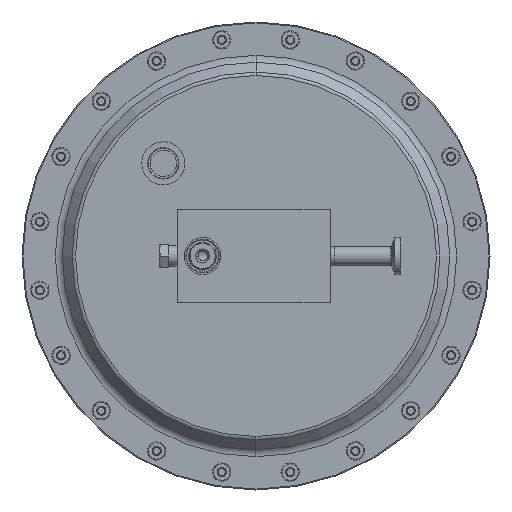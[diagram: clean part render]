
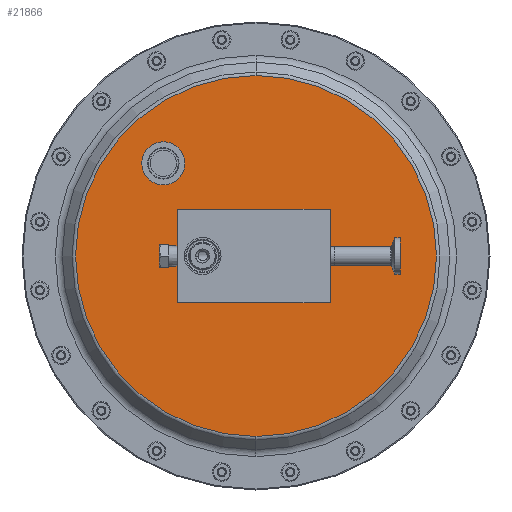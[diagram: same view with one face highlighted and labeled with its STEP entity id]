
A CAD part, front view. The second image highlights one B-rep face of the part: STEP entity #21866.
In plain terms, the highlighted planar face has unit normal (0, -1, 0).
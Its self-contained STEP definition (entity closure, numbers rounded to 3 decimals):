
#107 = EDGE_LOOP ( 'NONE', ( #7481, #36633 ) ) ;
#143 = ORIENTED_EDGE ( 'NONE', *, *, #26744, .F. ) ;
#642 = EDGE_CURVE ( 'NONE', #42862, #44916, #41455, .T. ) ;
#835 = VERTEX_POINT ( 'NONE', #13803 ) ;
#989 = DIRECTION ( 'NONE',  ( 0., -1., 0. ) ) ;
#1521 = VERTEX_POINT ( 'NONE', #41288 ) ;
#2602 = EDGE_LOOP ( 'NONE', ( #38969, #25276 ) ) ;
#2620 = AXIS2_PLACEMENT_3D ( 'NONE', #32136, #25166, #25865 ) ;
#2836 = CARTESIAN_POINT ( 'NONE',  ( 33.136, 76.2, 15.494 ) ) ;
#3216 = EDGE_CURVE ( 'NONE', #8559, #37405, #39418, .T. ) ;
#3927 = EDGE_LOOP ( 'NONE', ( #37238, #11516 ) ) ;
#4231 = FACE_BOUND ( 'NONE', #2602, .T. ) ;
#4473 = FACE_BOUND ( 'NONE', #42907, .T. ) ;
#6129 = CARTESIAN_POINT ( 'NONE',  ( 13.325, 76.2, 122.424 ) ) ;
#6597 = CIRCLE ( 'NONE', #22902, 4.318 ) ;
#6978 = DIRECTION ( 'NONE',  ( 0., -1., 0. ) ) ;
#7413 = EDGE_CURVE ( 'NONE', #19166, #835, #45686, .T. ) ;
#7481 = ORIENTED_EDGE ( 'NONE', *, *, #17147, .F. ) ;
#7871 = EDGE_LOOP ( 'NONE', ( #18945, #38787 ) ) ;
#7943 = DIRECTION ( 'NONE',  ( 0., 0., 1. ) ) ;
#8559 = VERTEX_POINT ( 'NONE', #45142 ) ;
#9061 = AXIS2_PLACEMENT_3D ( 'NONE', #24519, #9915, #24737 ) ;
#9915 = DIRECTION ( 'NONE',  ( 0., -1., 0. ) ) ;
#9973 = ORIENTED_EDGE ( 'NONE', *, *, #642, .F. ) ;
#11319 = CARTESIAN_POINT ( 'NONE',  ( 33.136, 76.2, 24.13 ) ) ;
#11335 = CARTESIAN_POINT ( 'NONE',  ( 13.324, 76.2, 0. ) ) ;
#11516 = ORIENTED_EDGE ( 'NONE', *, *, #7413, .F. ) ;
#11790 = DIRECTION ( 'NONE',  ( 0., -1., 0. ) ) ;
#12098 = EDGE_CURVE ( 'NONE', #1521, #17104, #23748, .T. ) ;
#13803 = CARTESIAN_POINT ( 'NONE',  ( 13.324, 76.2, -122.424 ) ) ;
#13887 = DIRECTION ( 'NONE',  ( 0., 0., -1. ) ) ;
#14078 = AXIS2_PLACEMENT_3D ( 'NONE', #11335, #14608, #29194 ) ;
#14328 = CARTESIAN_POINT ( 'NONE',  ( 13.324, 76.2, -4.318 ) ) ;
#14469 = AXIS2_PLACEMENT_3D ( 'NONE', #39350, #21285, #15036 ) ;
#14542 = DIRECTION ( 'NONE',  ( 0., -1., 0. ) ) ;
#14608 = DIRECTION ( 'NONE',  ( 0., -1., 0. ) ) ;
#14693 = FACE_BOUND ( 'NONE', #45846, .T. ) ;
#15036 = DIRECTION ( 'NONE',  ( 0., 0., -1. ) ) ;
#15510 = CARTESIAN_POINT ( 'NONE',  ( -6.488, 76.2, -19.812 ) ) ;
#15869 = ORIENTED_EDGE ( 'NONE', *, *, #24775, .F. ) ;
#16067 = AXIS2_PLACEMENT_3D ( 'NONE', #32421, #18295, #13887 ) ;
#16359 = DIRECTION ( 'NONE',  ( 0., 0., -1. ) ) ;
#16779 = AXIS2_PLACEMENT_3D ( 'NONE', #17965, #989, #24261 ) ;
#16831 = CARTESIAN_POINT ( 'NONE',  ( 33.136, 76.2, -19.812 ) ) ;
#16926 = DIRECTION ( 'NONE',  ( 0., -1., 0. ) ) ;
#17104 = VERTEX_POINT ( 'NONE', #43043 ) ;
#17147 = EDGE_CURVE ( 'NONE', #37405, #8559, #6597, .T. ) ;
#17703 = ORIENTED_EDGE ( 'NONE', *, *, #28260, .F. ) ;
#17735 = CARTESIAN_POINT ( 'NONE',  ( -6.488, 76.2, 24.13 ) ) ;
#17965 = CARTESIAN_POINT ( 'NONE',  ( 13.324, 76.2, 0. ) ) ;
#18178 = CIRCLE ( 'NONE', #14469, 4.318 ) ;
#18295 = DIRECTION ( 'NONE',  ( 0., 1., 0. ) ) ;
#18446 = AXIS2_PLACEMENT_3D ( 'NONE', #34507, #16926, #23187 ) ;
#18726 = VERTEX_POINT ( 'NONE', #2836 ) ;
#18945 = ORIENTED_EDGE ( 'NONE', *, *, #12098, .F. ) ;
#19166 = VERTEX_POINT ( 'NONE', #6129 ) ;
#19280 = CARTESIAN_POINT ( 'NONE',  ( 13.324, 76.2, 4.318 ) ) ;
#19332 = VERTEX_POINT ( 'NONE', #17735 ) ;
#19650 = AXIS2_PLACEMENT_3D ( 'NONE', #34590, #6978, #34827 ) ;
#20169 = ORIENTED_EDGE ( 'NONE', *, *, #44117, .F. ) ;
#20283 = DIRECTION ( 'NONE',  ( 0., -1., 0. ) ) ;
#20480 = CARTESIAN_POINT ( 'NONE',  ( 13.324, 76.2, 0. ) ) ;
#20807 = EDGE_LOOP ( 'NONE', ( #20169, #143 ) ) ;
#21285 = DIRECTION ( 'NONE',  ( 0., -1., 0. ) ) ;
#21520 = AXIS2_PLACEMENT_3D ( 'NONE', #28423, #14542, #31710 ) ;
#21861 = PLANE ( 'NONE',  #31618 ) ;
#21866 = ADVANCED_FACE ( 'NONE', ( #14693, #4473, #4231, #42968, #25330, #39466, #39697 ), #21861, .T. ) ;
#21958 = AXIS2_PLACEMENT_3D ( 'NONE', #39268, #32791, #32097 ) ;
#22902 = AXIS2_PLACEMENT_3D ( 'NONE', #16831, #20283, #40913 ) ;
#23187 = DIRECTION ( 'NONE',  ( 0., 0., -1. ) ) ;
#23748 = CIRCLE ( 'NONE', #21520, 10.992 ) ;
#24261 = DIRECTION ( 'NONE',  ( 0., 0., 1. ) ) ;
#24519 = CARTESIAN_POINT ( 'NONE',  ( -49.537, 76.2, 62.862 ) ) ;
#24737 = DIRECTION ( 'NONE',  ( 0., 0., 1. ) ) ;
#24775 = EDGE_CURVE ( 'NONE', #18726, #43419, #36182, .T. ) ;
#24872 = CIRCLE ( 'NONE', #21958, 4.318 ) ;
#25166 = DIRECTION ( 'NONE',  ( 0., -1., 0. ) ) ;
#25276 = ORIENTED_EDGE ( 'NONE', *, *, #28253, .F. ) ;
#25330 = FACE_BOUND ( 'NONE', #20807, .T. ) ;
#25383 = EDGE_CURVE ( 'NONE', #19332, #33824, #26282, .T. ) ;
#25865 = DIRECTION ( 'NONE',  ( 0., 0., -1. ) ) ;
#26282 = CIRCLE ( 'NONE', #2620, 4.318 ) ;
#26744 = EDGE_CURVE ( 'NONE', #35126, #42459, #29234, .T. ) ;
#28253 = EDGE_CURVE ( 'NONE', #33824, #19332, #24872, .T. ) ;
#28260 = EDGE_CURVE ( 'NONE', #44916, #42862, #38218, .T. ) ;
#28423 = CARTESIAN_POINT ( 'NONE',  ( -49.537, 76.2, 62.862 ) ) ;
#29060 = CIRCLE ( 'NONE', #9061, 10.992 ) ;
#29194 = DIRECTION ( 'NONE',  ( 0., 0., 1. ) ) ;
#29234 = CIRCLE ( 'NONE', #19650, 4.318 ) ;
#29644 = DIRECTION ( 'NONE',  ( 0., 0., 1. ) ) ;
#30252 = DIRECTION ( 'NONE',  ( 0., 1., 0. ) ) ;
#31302 = AXIS2_PLACEMENT_3D ( 'NONE', #33995, #37924, #40455 ) ;
#31618 = AXIS2_PLACEMENT_3D ( 'NONE', #35991, #32535, #7943 ) ;
#31710 = DIRECTION ( 'NONE',  ( 0., 0., 1. ) ) ;
#32097 = DIRECTION ( 'NONE',  ( 0., 0., -1. ) ) ;
#32136 = CARTESIAN_POINT ( 'NONE',  ( -6.488, 76.2, 19.812 ) ) ;
#32421 = CARTESIAN_POINT ( 'NONE',  ( 13.324, 76.2, 0. ) ) ;
#32535 = DIRECTION ( 'NONE',  ( 0., -1., 0. ) ) ;
#32594 = CARTESIAN_POINT ( 'NONE',  ( 33.136, 76.2, -15.494 ) ) ;
#32786 = EDGE_CURVE ( 'NONE', #835, #19166, #36617, .T. ) ;
#32791 = DIRECTION ( 'NONE',  ( 0., -1., 0. ) ) ;
#33178 = EDGE_CURVE ( 'NONE', #43419, #18726, #18178, .T. ) ;
#33824 = VERTEX_POINT ( 'NONE', #38435 ) ;
#33995 = CARTESIAN_POINT ( 'NONE',  ( 33.136, 76.2, -19.812 ) ) ;
#34507 = CARTESIAN_POINT ( 'NONE',  ( 33.136, 76.2, 19.812 ) ) ;
#34590 = CARTESIAN_POINT ( 'NONE',  ( -6.488, 76.2, -19.812 ) ) ;
#34827 = DIRECTION ( 'NONE',  ( 0., 0., 1. ) ) ;
#35126 = VERTEX_POINT ( 'NONE', #45683 ) ;
#35991 = CARTESIAN_POINT ( 'NONE',  ( -109.099, 76.2, 0. ) ) ;
#36182 = CIRCLE ( 'NONE', #18446, 4.318 ) ;
#36617 = CIRCLE ( 'NONE', #40305, 122.424 ) ;
#36633 = ORIENTED_EDGE ( 'NONE', *, *, #3216, .F. ) ;
#37238 = ORIENTED_EDGE ( 'NONE', *, *, #32786, .F. ) ;
#37405 = VERTEX_POINT ( 'NONE', #32594 ) ;
#37924 = DIRECTION ( 'NONE',  ( 0., -1., 0. ) ) ;
#38218 = CIRCLE ( 'NONE', #16779, 4.318 ) ;
#38363 = AXIS2_PLACEMENT_3D ( 'NONE', #15510, #11790, #29644 ) ;
#38435 = CARTESIAN_POINT ( 'NONE',  ( -6.488, 76.2, 15.494 ) ) ;
#38787 = ORIENTED_EDGE ( 'NONE', *, *, #40294, .F. ) ;
#38969 = ORIENTED_EDGE ( 'NONE', *, *, #25383, .F. ) ;
#39135 = CIRCLE ( 'NONE', #38363, 4.318 ) ;
#39268 = CARTESIAN_POINT ( 'NONE',  ( -6.488, 76.2, 19.812 ) ) ;
#39350 = CARTESIAN_POINT ( 'NONE',  ( 33.136, 76.2, 19.812 ) ) ;
#39418 = CIRCLE ( 'NONE', #31302, 4.318 ) ;
#39466 = FACE_BOUND ( 'NONE', #7871, .T. ) ;
#39697 = FACE_OUTER_BOUND ( 'NONE', #3927, .T. ) ;
#40294 = EDGE_CURVE ( 'NONE', #17104, #1521, #29060, .T. ) ;
#40305 = AXIS2_PLACEMENT_3D ( 'NONE', #20480, #30252, #16359 ) ;
#40455 = DIRECTION ( 'NONE',  ( 0., 0., 1. ) ) ;
#40913 = DIRECTION ( 'NONE',  ( 0., 0., 1. ) ) ;
#41288 = CARTESIAN_POINT ( 'NONE',  ( -49.537, 76.2, 73.854 ) ) ;
#41455 = CIRCLE ( 'NONE', #14078, 4.318 ) ;
#42410 = CARTESIAN_POINT ( 'NONE',  ( -6.488, 76.2, -15.494 ) ) ;
#42459 = VERTEX_POINT ( 'NONE', #42410 ) ;
#42862 = VERTEX_POINT ( 'NONE', #14328 ) ;
#42907 = EDGE_LOOP ( 'NONE', ( #45900, #15869 ) ) ;
#42968 = FACE_BOUND ( 'NONE', #107, .T. ) ;
#43043 = CARTESIAN_POINT ( 'NONE',  ( -49.537, 76.2, 51.87 ) ) ;
#43419 = VERTEX_POINT ( 'NONE', #11319 ) ;
#44117 = EDGE_CURVE ( 'NONE', #42459, #35126, #39135, .T. ) ;
#44916 = VERTEX_POINT ( 'NONE', #19280 ) ;
#45142 = CARTESIAN_POINT ( 'NONE',  ( 33.136, 76.2, -24.13 ) ) ;
#45683 = CARTESIAN_POINT ( 'NONE',  ( -6.488, 76.2, -24.13 ) ) ;
#45686 = CIRCLE ( 'NONE', #16067, 122.424 ) ;
#45846 = EDGE_LOOP ( 'NONE', ( #17703, #9973 ) ) ;
#45900 = ORIENTED_EDGE ( 'NONE', *, *, #33178, .F. ) ;
